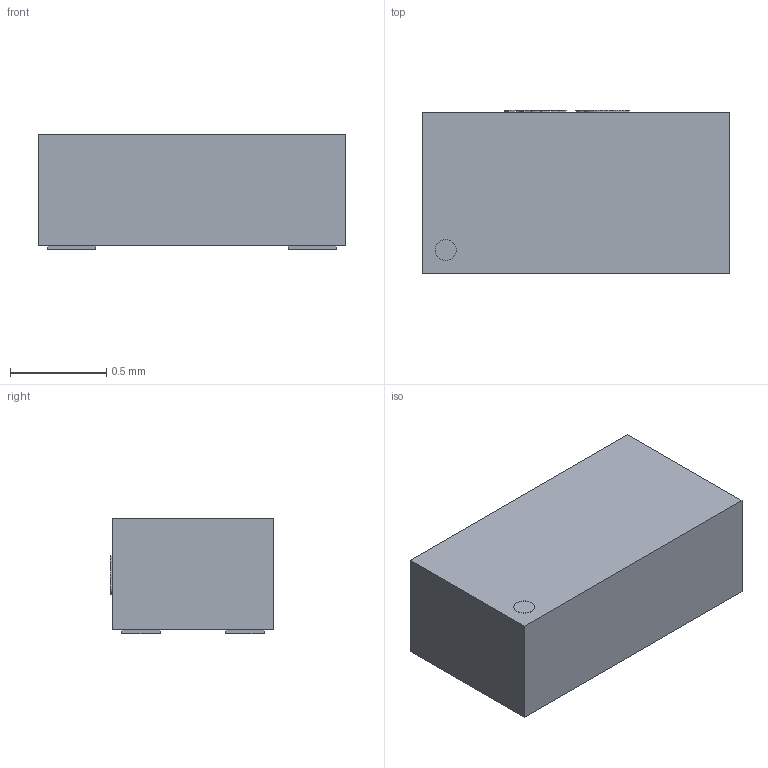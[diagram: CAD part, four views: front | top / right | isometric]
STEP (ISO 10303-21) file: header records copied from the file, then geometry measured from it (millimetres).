
FILE_DESCRIPTION (( 'STEP AP214' ), '1' );
FILE_NAME ('FILTER-SMD_0603-4P-L1.6-W0.8-BL.step', '2022-06-24T02:43:47', ( '' ), ( '' ), 'SwSTEP 2.0', 'SolidWorks 2020', '' );
FILE_SCHEMA (( 'AUTOMOTIVE_DESIGN' ));
Length unit declared in the file: millimetre
Products named in the file (1): FILTER-SMD_0603-4P-L1.6-W0.8-BL
Bounding box: 1.6 x 0.85 x 0.6 mm (x, y, z)
Volume: 0.8 mm3; surface area: 5.6 mm2
Topology: 1 solids, 1 shells, 312 faces, 837 edges, 558 vertices
Faces by surface type: plane 198, bspline 112, cylinder 2
Entity records: 14323 total; most frequent: CARTESIAN_POINT 3812, ORIENTED_EDGE 1674, DIRECTION 1015, EDGE_CURVE 837, LINE 605, VECTOR 605, VERTEX_POINT 558, EDGE_LOOP 343
